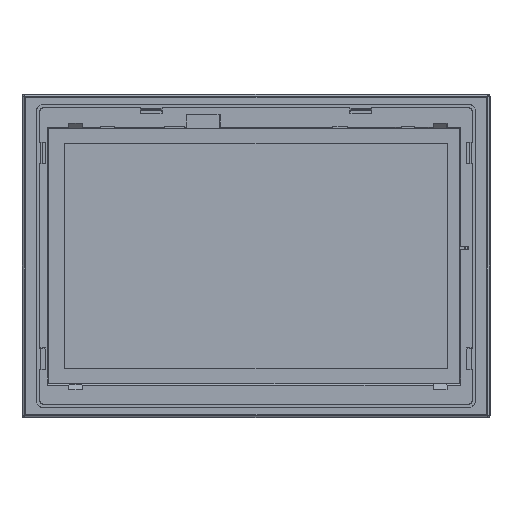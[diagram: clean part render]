
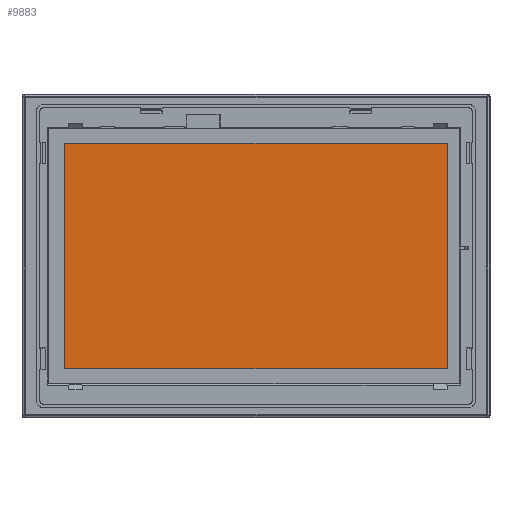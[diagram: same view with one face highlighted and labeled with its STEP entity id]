
A CAD part, top view. The second image highlights one B-rep face of the part: STEP entity #9883.
In plain terms, the highlighted planar face has unit normal (0, 0, 1).
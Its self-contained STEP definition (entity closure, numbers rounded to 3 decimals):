
#9844=CARTESIAN_POINT('Axis2P3D Location',(0.,0.,7.679)) ;
#9849=CARTESIAN_POINT('Line Origine',(-179.29,-278.358,7.679)) ;
#9853=CARTESIAN_POINT('Vertex',(-179.29,-211.608,7.679)) ;
#9855=CARTESIAN_POINT('Vertex',(-179.29,-345.108,7.679)) ;
#9858=CARTESIAN_POINT('Line Origine',(-292.54,-211.608,7.679)) ;
#9862=CARTESIAN_POINT('Vertex',(-405.79,-211.608,7.679)) ;
#9865=CARTESIAN_POINT('Line Origine',(-405.79,-278.358,7.679)) ;
#9869=CARTESIAN_POINT('Vertex',(-405.79,-345.108,7.679)) ;
#9872=CARTESIAN_POINT('Line Origine',(-292.54,-345.108,7.679)) ;
#9845=DIRECTION('Axis2P3D Direction',(0.,0.,1.)) ;
#9846=DIRECTION('Axis2P3D XDirection',(1.,0.,0.)) ;
#9850=DIRECTION('Vector Direction',(0.,-1.,0.)) ;
#9859=DIRECTION('Vector Direction',(-1.,0.,0.)) ;
#9866=DIRECTION('Vector Direction',(0.,-1.,0.)) ;
#9873=DIRECTION('Vector Direction',(-1.,0.,0.)) ;
#9847=AXIS2_PLACEMENT_3D('Plane Axis2P3D',#9844,#9845,#9846) ;
#9878=ORIENTED_EDGE('',*,*,#9857,.F.) ;
#9879=ORIENTED_EDGE('',*,*,#9864,.T.) ;
#9880=ORIENTED_EDGE('',*,*,#9871,.T.) ;
#9881=ORIENTED_EDGE('',*,*,#9876,.T.) ;
#9851=VECTOR('Line Direction',#9850,1.) ;
#9860=VECTOR('Line Direction',#9859,1.) ;
#9867=VECTOR('Line Direction',#9866,1.) ;
#9874=VECTOR('Line Direction',#9873,1.) ;
#9883=ADVANCED_FACE('Brep With Voids',(#9882),#9848,.T.) ;
#9857=EDGE_CURVE('',#9854,#9856,#9852,.T.) ;
#9864=EDGE_CURVE('',#9854,#9863,#9861,.T.) ;
#9871=EDGE_CURVE('',#9863,#9870,#9868,.T.) ;
#9876=EDGE_CURVE('',#9870,#9856,#9875,.F.) ;
#9877=EDGE_LOOP('',(#9878,#9879,#9880,#9881)) ;
#9882=FACE_OUTER_BOUND('',#9877,.T.) ;
#9852=LINE('Line',#9849,#9851) ;
#9861=LINE('Line',#9858,#9860) ;
#9868=LINE('Line',#9865,#9867) ;
#9875=LINE('Line',#9872,#9874) ;
#9848=PLANE('Plane',#9847) ;
#9854=VERTEX_POINT('',#9853) ;
#9856=VERTEX_POINT('',#9855) ;
#9863=VERTEX_POINT('',#9862) ;
#9870=VERTEX_POINT('',#9869) ;
